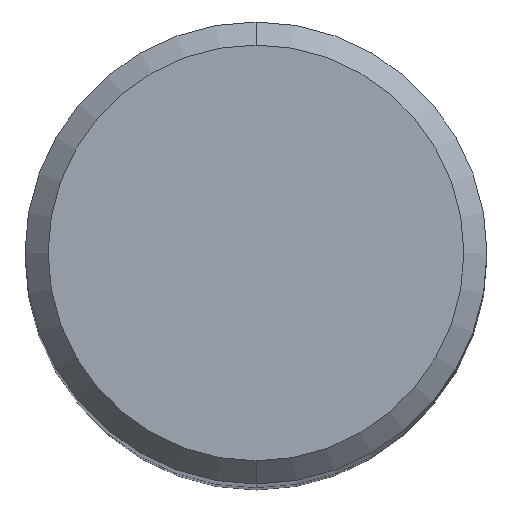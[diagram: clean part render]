
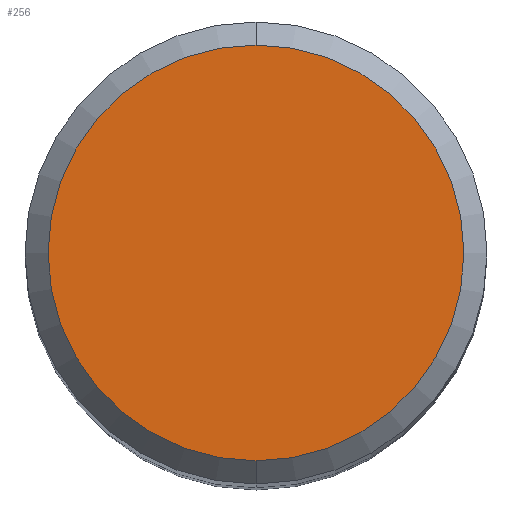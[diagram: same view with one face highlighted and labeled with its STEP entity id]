
A CAD part, top view. The second image highlights one B-rep face of the part: STEP entity #256.
In plain terms, the highlighted planar face has unit normal (0, 0, 1).
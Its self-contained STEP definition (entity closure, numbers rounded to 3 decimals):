
#256=ADVANCED_FACE('',(#571),#572,.T.);
#310=VERTEX_POINT('',#629);
#366=EDGE_CURVE('',#384,#310,#689,.T.);
#384=VERTEX_POINT('',#708);
#390=EDGE_CURVE('',#310,#384,#715,.T.);
#571=FACE_OUTER_BOUND('',#957,.T.);
#572=PLANE('',#958);
#629=CARTESIAN_POINT('',(0.,-5.4,0.0));
#689=CIRCLE('',#1304,5.4);
#708=CARTESIAN_POINT('',(0.0,5.4,0.0));
#715=CIRCLE('',#1363,5.4);
#957=EDGE_LOOP('',(#1631,#1632));
#958=AXIS2_PLACEMENT_3D('',#1633,#1634,#1635);
#1304=AXIS2_PLACEMENT_3D('',#1730,#1731,#1732);
#1363=AXIS2_PLACEMENT_3D('',#1755,#1756,#1757);
#1631=ORIENTED_EDGE('',*,*,#366,.F.);
#1632=ORIENTED_EDGE('',*,*,#390,.F.);
#1633=CARTESIAN_POINT('',(0.0,2.7,0.0));
#1634=DIRECTION('',(-0.0,0.0,1.0));
#1635=DIRECTION('',(0.0,-1.0,0.0));
#1730=CARTESIAN_POINT('',(0.0,0.0,0.0));
#1731=DIRECTION('',(0.0,0.0,-1.0));
#1732=DIRECTION('',(0.0,1.0,0.0));
#1755=CARTESIAN_POINT('',(0.0,0.0,0.0));
#1756=DIRECTION('',(0.0,0.0,-1.0));
#1757=DIRECTION('',(0.0,1.0,0.0));
